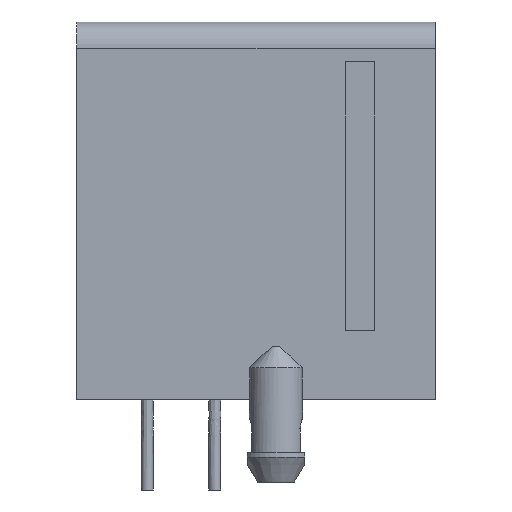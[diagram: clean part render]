
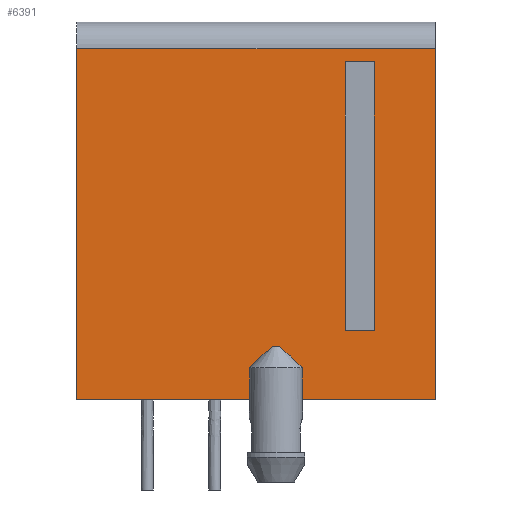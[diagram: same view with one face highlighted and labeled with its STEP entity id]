
A CAD part, left-side view. The second image highlights one B-rep face of the part: STEP entity #6391.
In plain terms, the highlighted planar face has unit normal (-1, 0, 0).
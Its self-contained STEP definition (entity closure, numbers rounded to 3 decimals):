
#38=B_SPLINE_CURVE_WITH_KNOTS('',3,(#24312,#24313,#24314,#24315,#24316,
#24317,#24318,#24319,#24320),.UNSPECIFIED.,.F.,.F.,(4,1,1,1,1,1,4),(0.,
0.25,0.375,0.5,0.625,0.75,1.),.UNSPECIFIED.);
#39=B_SPLINE_CURVE_WITH_KNOTS('',3,(#24324,#24325,#24326,#24327,#24328,
#24329,#24330,#24331,#24332,#24333),.UNSPECIFIED.,.F.,.F.,(4,1,1,1,1,1,
1,4),(0.,0.25,0.375,0.5,0.563,0.625,0.75,1.),.UNSPECIFIED.);
#205=LINE('',#23352,#1067);
#371=LINE('',#23732,#1233);
#422=LINE('',#23888,#1284);
#424=LINE('',#23890,#1286);
#633=LINE('',#24309,#1495);
#634=LINE('',#24310,#1496);
#635=LINE('',#24322,#1497);
#636=LINE('',#24335,#1498);
#637=LINE('',#24336,#1499);
#638=LINE('',#24339,#1500);
#639=LINE('',#24341,#1501);
#640=LINE('',#24343,#1502);
#1067=VECTOR('',#7318,1000.);
#1233=VECTOR('',#7568,1000.);
#1284=VECTOR('',#7667,1000.);
#1286=VECTOR('',#7669,1000.);
#1495=VECTOR('',#7958,1000.);
#1496=VECTOR('',#7959,1000.);
#1497=VECTOR('',#7960,1000.);
#1498=VECTOR('',#7961,1000.);
#1499=VECTOR('',#7962,1000.);
#1500=VECTOR('',#7963,1000.);
#1501=VECTOR('',#7964,1000.);
#1502=VECTOR('',#7965,1000.);
#2592=ORIENTED_EDGE('',*,*,#4026,.T.);
#2593=ORIENTED_EDGE('',*,*,#4305,.T.);
#2594=ORIENTED_EDGE('',*,*,#3839,.F.);
#2595=ORIENTED_EDGE('',*,*,#4094,.F.);
#2596=ORIENTED_EDGE('',*,*,#4306,.T.);
#2597=ORIENTED_EDGE('',*,*,#4307,.T.);
#2598=ORIENTED_EDGE('',*,*,#4308,.F.);
#2599=ORIENTED_EDGE('',*,*,#4309,.T.);
#2600=ORIENTED_EDGE('',*,*,#4310,.F.);
#2601=ORIENTED_EDGE('',*,*,#4096,.F.);
#2602=ORIENTED_EDGE('',*,*,#4311,.T.);
#2603=ORIENTED_EDGE('',*,*,#4312,.T.);
#2604=ORIENTED_EDGE('',*,*,#4313,.T.);
#2605=ORIENTED_EDGE('',*,*,#4314,.T.);
#3839=EDGE_CURVE('',#4762,#4763,#205,.T.);
#4026=EDGE_CURVE('',#4903,#4902,#371,.T.);
#4094=EDGE_CURVE('',#4950,#4762,#422,.T.);
#4096=EDGE_CURVE('',#4903,#4951,#424,.T.);
#4305=EDGE_CURVE('',#4902,#4763,#633,.T.);
#4306=EDGE_CURVE('',#4950,#5122,#634,.T.);
#4307=EDGE_CURVE('',#5122,#5123,#38,.T.);
#4308=EDGE_CURVE('',#5124,#5123,#635,.T.);
#4309=EDGE_CURVE('',#5124,#5125,#39,.T.);
#4310=EDGE_CURVE('',#4951,#5125,#636,.T.);
#4311=EDGE_CURVE('',#5126,#5127,#637,.T.);
#4312=EDGE_CURVE('',#5127,#5128,#638,.T.);
#4313=EDGE_CURVE('',#5128,#5129,#639,.T.);
#4314=EDGE_CURVE('',#5129,#5126,#640,.T.);
#4762=VERTEX_POINT('',#23351);
#4763=VERTEX_POINT('',#23353);
#4902=VERTEX_POINT('',#23731);
#4903=VERTEX_POINT('',#23733);
#4950=VERTEX_POINT('',#23886);
#4951=VERTEX_POINT('',#23887);
#5122=VERTEX_POINT('',#24311);
#5123=VERTEX_POINT('',#24321);
#5124=VERTEX_POINT('',#24323);
#5125=VERTEX_POINT('',#24334);
#5126=VERTEX_POINT('',#24337);
#5127=VERTEX_POINT('',#24338);
#5128=VERTEX_POINT('',#24340);
#5129=VERTEX_POINT('',#24342);
#5437=EDGE_LOOP('',(#2592,#2593,#2594,#2595,#2596,#2597,#2598,#2599,#2600,
#2601));
#5438=EDGE_LOOP('',(#2602,#2603,#2604,#2605));
#5783=FACE_BOUND('',#5437,.T.);
#5784=FACE_BOUND('',#5438,.T.);
#6083=PLANE('',#6865);
#6391=ADVANCED_FACE('',(#5783,#5784),#6083,.T.);
#6865=AXIS2_PLACEMENT_3D('',#24308,#7956,#7957);
#7318=DIRECTION('',(0.,0.,1.));
#7568=DIRECTION('',(0.,0.,1.));
#7667=DIRECTION('',(0.,1.,0.));
#7669=DIRECTION('',(0.,1.,0.));
#7956=DIRECTION('',(-1.,0.,0.));
#7957=DIRECTION('',(0.,0.,1.));
#7958=DIRECTION('',(0.,1.,0.));
#7959=DIRECTION('',(0.,0.,1.));
#7960=DIRECTION('',(0.,1.,0.));
#7961=DIRECTION('',(0.,0.,1.));
#7962=DIRECTION('',(0.,0.,1.));
#7963=DIRECTION('',(0.,-1.,0.));
#7964=DIRECTION('',(0.,0.,-1.));
#7965=DIRECTION('',(0.,1.,0.));
#23351=CARTESIAN_POINT('',(-11.65,6.75,-7.1));
#23352=CARTESIAN_POINT('',(-11.65,6.75,-7.1));
#23353=CARTESIAN_POINT('',(-11.65,6.75,6.1));
#23731=CARTESIAN_POINT('',(-11.65,-6.75,6.1));
#23732=CARTESIAN_POINT('',(-11.65,-6.75,-7.1));
#23733=CARTESIAN_POINT('',(-11.65,-6.75,-7.1));
#23886=CARTESIAN_POINT('',(-11.65,0.239,-7.1));
#23887=CARTESIAN_POINT('',(-11.65,-1.739,-7.1));
#23888=CARTESIAN_POINT('',(-11.65,-6.75,-7.1));
#23890=CARTESIAN_POINT('',(-11.65,-6.75,-7.1));
#24308=CARTESIAN_POINT('',(-11.65,-6.75,-7.1));
#24309=CARTESIAN_POINT('',(-11.65,-6.75,6.1));
#24310=CARTESIAN_POINT('',(-11.65,0.239,-9.1));
#24311=CARTESIAN_POINT('',(-11.65,0.239,-5.9));
#24312=CARTESIAN_POINT('',(-11.65,0.239,-5.9));
#24313=CARTESIAN_POINT('',(-11.65,0.153,-5.815));
#24314=CARTESIAN_POINT('',(-11.65,0.028,-5.692));
#24315=CARTESIAN_POINT('',(-11.65,-0.064,-5.602));
#24316=CARTESIAN_POINT('',(-11.65,-0.227,-5.444));
#24317=CARTESIAN_POINT('',(-11.65,-0.362,-5.317));
#24318=CARTESIAN_POINT('',(-11.65,-0.51,-5.182));
#24319=CARTESIAN_POINT('',(-11.65,-0.585,-5.122));
#24320=CARTESIAN_POINT('',(-11.65,-0.618,-5.1));
#24321=CARTESIAN_POINT('',(-11.65,-0.618,-5.1));
#24322=CARTESIAN_POINT('',(-11.65,-6.75,-5.1));
#24323=CARTESIAN_POINT('',(-11.65,-0.882,-5.1));
#24324=CARTESIAN_POINT('',(-11.65,-0.882,-5.1));
#24325=CARTESIAN_POINT('',(-11.65,-0.916,-5.122));
#24326=CARTESIAN_POINT('',(-11.65,-0.991,-5.183));
#24327=CARTESIAN_POINT('',(-11.65,-1.147,-5.325));
#24328=CARTESIAN_POINT('',(-11.65,-1.255,-5.427));
#24329=CARTESIAN_POINT('',(-11.65,-1.378,-5.545));
#24330=CARTESIAN_POINT('',(-11.65,-1.425,-5.592));
#24331=CARTESIAN_POINT('',(-11.65,-1.537,-5.7));
#24332=CARTESIAN_POINT('',(-11.65,-1.651,-5.813));
#24333=CARTESIAN_POINT('',(-11.65,-1.739,-5.9));
#24334=CARTESIAN_POINT('',(-11.65,-1.739,-5.9));
#24335=CARTESIAN_POINT('',(-11.65,-1.739,-9.1));
#24336=CARTESIAN_POINT('',(-11.65,-3.35,-4.5));
#24337=CARTESIAN_POINT('',(-11.65,-3.35,-4.5));
#24338=CARTESIAN_POINT('',(-11.65,-3.35,5.6));
#24339=CARTESIAN_POINT('',(-11.65,-3.35,5.6));
#24340=CARTESIAN_POINT('',(-11.65,-4.45,5.6));
#24341=CARTESIAN_POINT('',(-11.65,-4.45,5.6));
#24342=CARTESIAN_POINT('',(-11.65,-4.45,-4.5));
#24343=CARTESIAN_POINT('',(-11.65,-4.45,-4.5));
